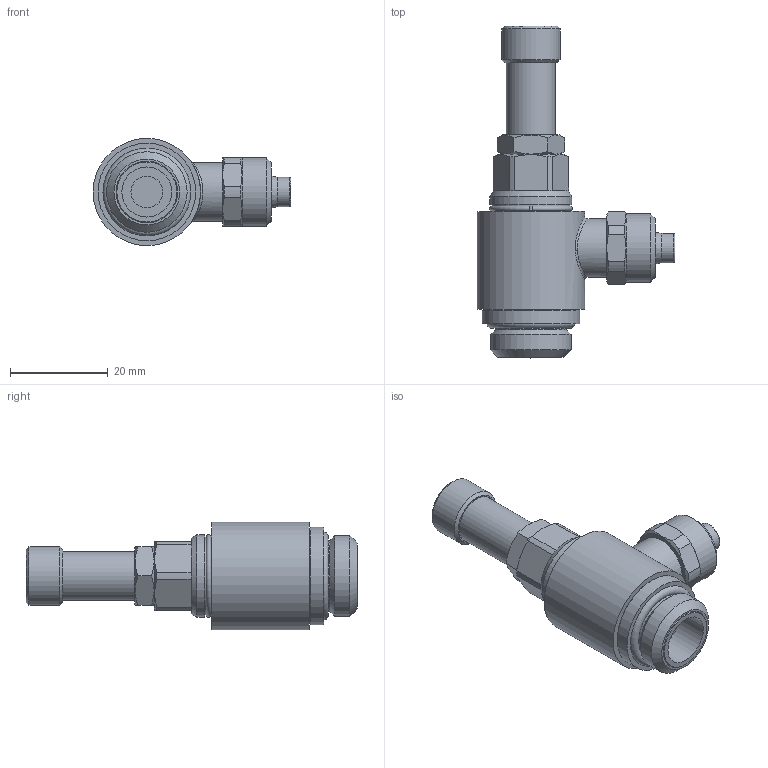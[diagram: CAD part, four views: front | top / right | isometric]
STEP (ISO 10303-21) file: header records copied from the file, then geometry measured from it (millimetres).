
FILE_DESCRIPTION( ( 'STEP AP214' ), '1' );
FILE_NAME( '04320C43.stp', '2021-04-20T07:34:58', ( 'License CC BY-ND 4.0' ), ( 'CADENAS' ), ' ', 'PARTsolutions', ' ' );
FILE_SCHEMA( ( 'AUTOMOTIVE_DESIGN { 1 0 10303 214 1 1 1 1 }' ) );
Length unit declared in the file: metre
Products named in the file (4): 04320C43; NONE
Assembly tree (3 placements, depth 2):
  04320C43
    NONE
    NONE
    NONE
Bounding box: 40.5 x 68 x 22 mm (x, y, z)
Volume: 15955.1 mm3; surface area: 6065.9 mm2
Topology: 3 solids, 3 shells, 106 faces, 230 edges, 146 vertices
Faces by surface type: plane 46, cylinder 31, cone 24, torus 3, bspline 2
Full cylindrical faces by diameter (mm): 5 x1, 6 x1, 6.5 x1, 7 x1, 8.15 x1, 9.25 x1, 10 x1, 10.25 x1, 10.5 x1, 12 x2, 14 x1, 14.5 x1, 15.9 x1, 16.5 x1, 16.85 x2, 20 x1, 22 x1
Entity records: 4052 total; most frequent: CARTESIAN_POINT 1058, DIRECTION 436, ORIENTED_EDGE 364, AXIS2_PLACEMENT_3D 200, EDGE_CURVE 182, EDGE_LOOP 164, VERTEX_POINT 138, FACE_OUTER_BOUND 128
